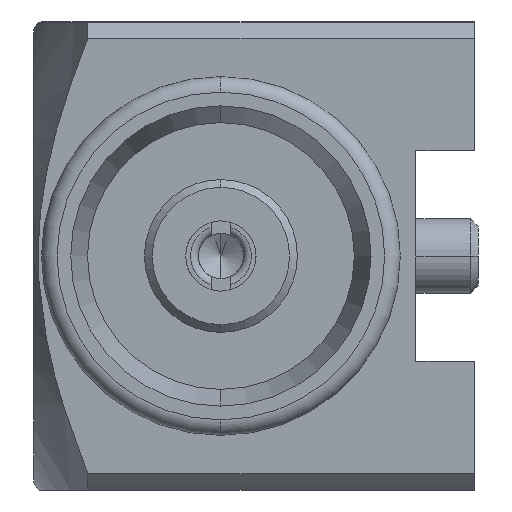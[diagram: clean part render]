
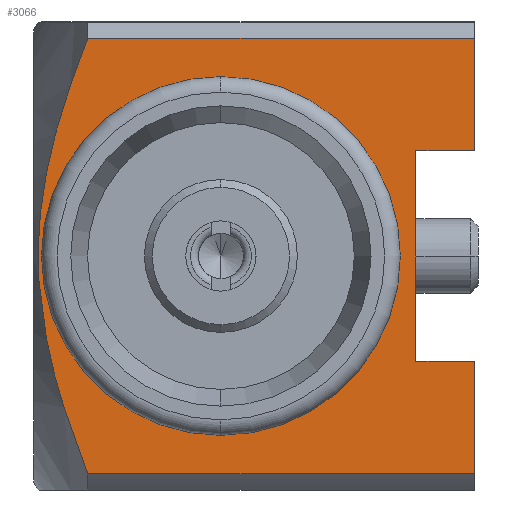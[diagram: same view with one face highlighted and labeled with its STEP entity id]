
A CAD part, left-side view. The second image highlights one B-rep face of the part: STEP entity #3066.
In plain terms, the highlighted planar face has unit normal (-1, 0, 0).
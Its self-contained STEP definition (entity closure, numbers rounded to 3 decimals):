
#59 = FACE_BOUND ( 'NONE', #561, .T. ) ;
#64 = VERTEX_POINT ( 'NONE', #1961 ) ;
#67 = EDGE_CURVE ( 'NONE', #2993, #3167, #243, .T. ) ;
#78 = VECTOR ( 'NONE', #792, 1000. ) ;
#162 = DIRECTION ( 'NONE',  ( 0., 0., 1. ) ) ;
#207 = EDGE_CURVE ( 'NONE', #2637, #2241, #2055, .T. ) ;
#210 = DIRECTION ( 'NONE',  ( 0., 0., 1. ) ) ;
#243 = B_SPLINE_CURVE_WITH_KNOTS ( 'NONE', 3,
 ( #2450, #2711, #1954, #497, #1719, #246, #1476, #3187, #1225, #2944, #487, #2437 ),
 .UNSPECIFIED., .F., .F.,
 ( 4, 2, 2, 2, 2, 4 ),
 ( 0.003, 0.005, 0.006, 0.006, 0.008, 0.009 ),
 .UNSPECIFIED. ) ;
#246 = CARTESIAN_POINT ( 'NONE',  ( 3.5, 2.326, 0.474 ) ) ;
#267 = CARTESIAN_POINT ( 'NONE',  ( 3.5, 3.108, -2.795 ) ) ;
#280 = VERTEX_POINT ( 'NONE', #1136 ) ;
#305 = EDGE_CURVE ( 'NONE', #64, #3074, #1645, .T. ) ;
#356 = ORIENTED_EDGE ( 'NONE', *, *, #534, .T. ) ;
#411 = DIRECTION ( 'NONE',  ( 0., 0., -1. ) ) ;
#419 = PLANE ( 'NONE',  #2365 ) ;
#449 = CARTESIAN_POINT ( 'NONE',  ( 3.5, -3.25, 0. ) ) ;
#487 = CARTESIAN_POINT ( 'NONE',  ( 3.5, 1.883, -2.348 ) ) ;
#497 = CARTESIAN_POINT ( 'NONE',  ( 3.5, 2.216, 1.187 ) ) ;
#525 = LINE ( 'NONE', #688, #1814 ) ;
#534 = EDGE_CURVE ( 'NONE', #3167, #1580, #1310, .T. ) ;
#561 = EDGE_LOOP ( 'NONE', ( #2291, #1592 ) ) ;
#610 = ORIENTED_EDGE ( 'NONE', *, *, #3021, .F. ) ;
#660 = DIRECTION ( 'NONE',  ( 0., 0., 1. ) ) ;
#688 = CARTESIAN_POINT ( 'NONE',  ( 3.5, -2.5, 1.35 ) ) ;
#757 = CARTESIAN_POINT ( 'NONE',  ( 3.5, -3.25, -1.35 ) ) ;
#785 = VECTOR ( 'NONE', #2356, 1000. ) ;
#792 = DIRECTION ( 'NONE',  ( 0., 1., 0. ) ) ;
#999 = ORIENTED_EDGE ( 'NONE', *, *, #2001, .T. ) ;
#1092 = ORIENTED_EDGE ( 'NONE', *, *, #67, .T. ) ;
#1136 = CARTESIAN_POINT ( 'NONE',  ( 3.5, -3.25, 2.795 ) ) ;
#1225 = CARTESIAN_POINT ( 'NONE',  ( 3.5, 2.271, -0.964 ) ) ;
#1226 = AXIS2_PLACEMENT_3D ( 'NONE', #3101, #1627, #162 ) ;
#1310 = LINE ( 'NONE', #267, #2521 ) ;
#1323 = ORIENTED_EDGE ( 'NONE', *, *, #207, .F. ) ;
#1352 = EDGE_CURVE ( 'NONE', #2637, #1438, #525, .T. ) ;
#1370 = CARTESIAN_POINT ( 'NONE',  ( 3.5, 1.707, 2.795 ) ) ;
#1386 = CARTESIAN_POINT ( 'NONE',  ( 3.5, -2.5, -1.35 ) ) ;
#1410 = CARTESIAN_POINT ( 'NONE',  ( 3.5, -3.25, -3. ) ) ;
#1429 = VECTOR ( 'NONE', #2896, 1000. ) ;
#1438 = VERTEX_POINT ( 'NONE', #1479 ) ;
#1476 = CARTESIAN_POINT ( 'NONE',  ( 3.5, 2.343, 0.231 ) ) ;
#1479 = CARTESIAN_POINT ( 'NONE',  ( 3.5, -3.25, 1.35 ) ) ;
#1500 = CARTESIAN_POINT ( 'NONE',  ( 3.5, 1.707, -2.795 ) ) ;
#1580 = VERTEX_POINT ( 'NONE', #2714 ) ;
#1592 = ORIENTED_EDGE ( 'NONE', *, *, #305, .F. ) ;
#1594 = DIRECTION ( 'NONE',  ( 0., -1., 0. ) ) ;
#1627 = DIRECTION ( 'NONE',  ( -1., 0., 0. ) ) ;
#1645 = CIRCLE ( 'NONE', #1949, 2.3 ) ;
#1658 = DIRECTION ( 'NONE',  ( 0., 0., -1. ) ) ;
#1719 = CARTESIAN_POINT ( 'NONE',  ( 3.5, 2.262, 0.952 ) ) ;
#1771 = CARTESIAN_POINT ( 'NONE',  ( 3.5, -2.5, -1.35 ) ) ;
#1814 = VECTOR ( 'NONE', #2403, 1000. ) ;
#1877 = VECTOR ( 'NONE', #210, 1000. ) ;
#1891 = CARTESIAN_POINT ( 'NONE',  ( 3.5, -2.5, 1.35 ) ) ;
#1949 = AXIS2_PLACEMENT_3D ( 'NONE', #2620, #2378, #660 ) ;
#1954 = CARTESIAN_POINT ( 'NONE',  ( 3.5, 2.043, 1.887 ) ) ;
#1961 = CARTESIAN_POINT ( 'NONE',  ( 3.5, 0., -2.3 ) ) ;
#2001 = EDGE_CURVE ( 'NONE', #1580, #3142, #2025, .T. ) ;
#2025 = LINE ( 'NONE', #449, #1877 ) ;
#2055 = LINE ( 'NONE', #2839, #2725 ) ;
#2137 = CARTESIAN_POINT ( 'NONE',  ( 3.5, 0., 2.3 ) ) ;
#2163 = CIRCLE ( 'NONE', #1226, 2.3 ) ;
#2228 = EDGE_CURVE ( 'NONE', #280, #2993, #2767, .T. ) ;
#2241 = VERTEX_POINT ( 'NONE', #1771 ) ;
#2291 = ORIENTED_EDGE ( 'NONE', *, *, #3012, .F. ) ;
#2356 = DIRECTION ( 'NONE',  ( 0., -1., 0. ) ) ;
#2365 = AXIS2_PLACEMENT_3D ( 'NONE', #1410, #3129, #1658 ) ;
#2378 = DIRECTION ( 'NONE',  ( -1., 0., 0. ) ) ;
#2396 = ORIENTED_EDGE ( 'NONE', *, *, #2228, .T. ) ;
#2403 = DIRECTION ( 'NONE',  ( 0., -1., 0. ) ) ;
#2437 = CARTESIAN_POINT ( 'NONE',  ( 3.5, 1.707, -2.795 ) ) ;
#2443 = ORIENTED_EDGE ( 'NONE', *, *, #1352, .T. ) ;
#2450 = CARTESIAN_POINT ( 'NONE',  ( 3.5, 1.707, 2.795 ) ) ;
#2521 = VECTOR ( 'NONE', #1594, 1000. ) ;
#2620 = CARTESIAN_POINT ( 'NONE',  ( 3.5, 0., 0. ) ) ;
#2634 = CARTESIAN_POINT ( 'NONE',  ( 3.5, -3.25, 0. ) ) ;
#2637 = VERTEX_POINT ( 'NONE', #1891 ) ;
#2664 = FACE_OUTER_BOUND ( 'NONE', #3155, .T. ) ;
#2670 = EDGE_CURVE ( 'NONE', #1438, #280, #2795, .T. ) ;
#2711 = CARTESIAN_POINT ( 'NONE',  ( 3.5, 1.884, 2.346 ) ) ;
#2714 = CARTESIAN_POINT ( 'NONE',  ( 3.5, -3.25, -2.795 ) ) ;
#2725 = VECTOR ( 'NONE', #411, 1000. ) ;
#2754 = CARTESIAN_POINT ( 'NONE',  ( 3.5, 3.108, 2.795 ) ) ;
#2767 = LINE ( 'NONE', #2754, #78 ) ;
#2795 = LINE ( 'NONE', #2634, #1429 ) ;
#2813 = LINE ( 'NONE', #1386, #785 ) ;
#2839 = CARTESIAN_POINT ( 'NONE',  ( 3.5, -2.5, -1.35 ) ) ;
#2896 = DIRECTION ( 'NONE',  ( 0., 0., 1. ) ) ;
#2941 = ORIENTED_EDGE ( 'NONE', *, *, #2670, .T. ) ;
#2944 = CARTESIAN_POINT ( 'NONE',  ( 3.5, 2.041, -1.89 ) ) ;
#2993 = VERTEX_POINT ( 'NONE', #1370 ) ;
#3012 = EDGE_CURVE ( 'NONE', #3074, #64, #2163, .T. ) ;
#3021 = EDGE_CURVE ( 'NONE', #2241, #3142, #2813, .T. ) ;
#3066 = ADVANCED_FACE ( 'NONE', ( #2664, #59 ), #419, .T. ) ;
#3074 = VERTEX_POINT ( 'NONE', #2137 ) ;
#3101 = CARTESIAN_POINT ( 'NONE',  ( 3.5, 0., 0. ) ) ;
#3129 = DIRECTION ( 'NONE',  ( -1., 0., 0. ) ) ;
#3142 = VERTEX_POINT ( 'NONE', #757 ) ;
#3155 = EDGE_LOOP ( 'NONE', ( #610, #1323, #2443, #2941, #2396, #1092, #356, #999 ) ) ;
#3167 = VERTEX_POINT ( 'NONE', #1500 ) ;
#3187 = CARTESIAN_POINT ( 'NONE',  ( 3.5, 2.341, -0.493 ) ) ;
